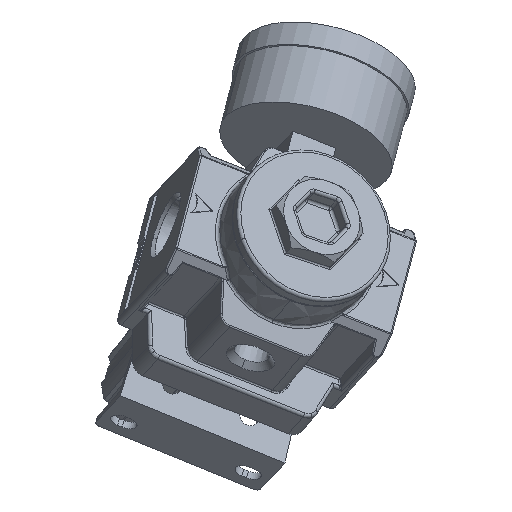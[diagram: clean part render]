
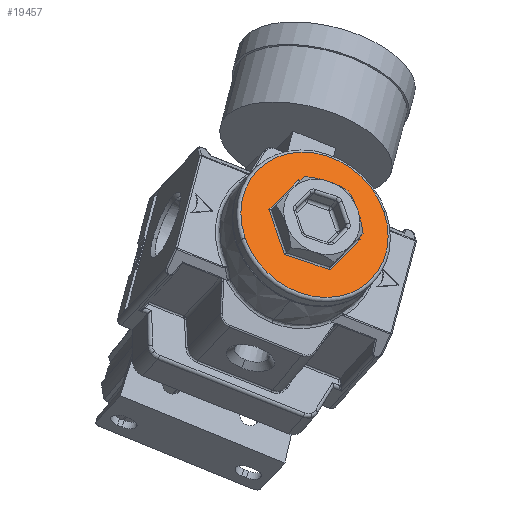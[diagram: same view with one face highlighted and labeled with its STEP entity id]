
A CAD part, front view. The second image highlights one B-rep face of the part: STEP entity #19457.
In plain terms, the highlighted face is planar.
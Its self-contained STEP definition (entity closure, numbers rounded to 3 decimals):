
#1249 = EDGE_CURVE ( 'NONE', #67279, #39646, #54852, .T. ) ;
#1313 = VECTOR ( 'NONE', #67098, 1000. ) ;
#2446 = CARTESIAN_POINT ( 'NONE',  ( 7.212, 0., 12.491 ) ) ;
#4418 = EDGE_LOOP ( 'NONE', ( #34028, #12238, #24565, #65105, #61643, #48496 ) ) ;
#4527 = CARTESIAN_POINT ( 'NONE',  ( 0., 0., 0. ) ) ;
#4801 = AXIS2_PLACEMENT_3D ( 'NONE', #41176, #5292, #47218 ) ;
#5292 = DIRECTION ( 'NONE',  ( 0., -1., 0. ) ) ;
#5459 = CARTESIAN_POINT ( 'NONE',  ( 0., 0., 22.947 ) ) ;
#6353 = EDGE_CURVE ( 'NONE', #39646, #42191, #50256, .T. ) ;
#7207 = AXIS2_PLACEMENT_3D ( 'NONE', #55479, #19569, #61521 ) ;
#11709 = CARTESIAN_POINT ( 'NONE',  ( 0., 0., -22.947 ) ) ;
#12238 = ORIENTED_EDGE ( 'NONE', *, *, #25227, .T. ) ;
#12989 = DIRECTION ( 'NONE',  ( 0.5, 0., 0.866 ) ) ;
#13203 = DIRECTION ( 'NONE',  ( -1., 0., 0. ) ) ;
#14920 = LINE ( 'NONE', #67215, #44889 ) ;
#15641 = CARTESIAN_POINT ( 'NONE',  ( -10.818, 0., -6.246 ) ) ;
#18382 = VECTOR ( 'NONE', #12989, 1000. ) ;
#19457 = ADVANCED_FACE ( 'NONE', ( #33839, #19810 ), #64089, .T. ) ;
#19569 = DIRECTION ( 'NONE',  ( 0., -1., 0. ) ) ;
#19810 = FACE_OUTER_BOUND ( 'NONE', #77392, .T. ) ;
#22616 = CARTESIAN_POINT ( 'NONE',  ( -14.424, 0., 0. ) ) ;
#22645 = DIRECTION ( 'NONE',  ( 0., -1., 0. ) ) ;
#24141 = DIRECTION ( 'NONE',  ( -0.5, 0., -0.866 ) ) ;
#24565 = ORIENTED_EDGE ( 'NONE', *, *, #69155, .T. ) ;
#25227 = EDGE_CURVE ( 'NONE', #51352, #68335, #47256, .T. ) ;
#25574 = DIRECTION ( 'NONE',  ( 1., 0., 0. ) ) ;
#25875 = VECTOR ( 'NONE', #25574, 1000. ) ;
#29757 = LINE ( 'NONE', #35886, #75751 ) ;
#33839 = FACE_BOUND ( 'NONE', #4418, .T. ) ;
#34028 = ORIENTED_EDGE ( 'NONE', *, *, #50113, .T. ) ;
#34149 = ORIENTED_EDGE ( 'NONE', *, *, #59280, .T. ) ;
#35886 = CARTESIAN_POINT ( 'NONE',  ( 10.818, 0., -6.246 ) ) ;
#37180 = VERTEX_POINT ( 'NONE', #48627 ) ;
#38338 = ORIENTED_EDGE ( 'NONE', *, *, #48046, .T. ) ;
#39310 = CIRCLE ( 'NONE', #4801, 22.947 ) ;
#39646 = VERTEX_POINT ( 'NONE', #22616 ) ;
#41176 = CARTESIAN_POINT ( 'NONE',  ( 0., 0., 0. ) ) ;
#42191 = VERTEX_POINT ( 'NONE', #66415 ) ;
#43413 = CARTESIAN_POINT ( 'NONE',  ( 14.424, 0., 0. ) ) ;
#44889 = VECTOR ( 'NONE', #13203, 1000. ) ;
#45416 = VERTEX_POINT ( 'NONE', #5459 ) ;
#47141 = EDGE_CURVE ( 'NONE', #37180, #67279, #14920, .T. ) ;
#47218 = DIRECTION ( 'NONE',  ( 0., 0., -1. ) ) ;
#47256 = LINE ( 'NONE', #49228, #1313 ) ;
#48046 = EDGE_CURVE ( 'NONE', #45416, #60134, #60901, .T. ) ;
#48496 = ORIENTED_EDGE ( 'NONE', *, *, #6353, .T. ) ;
#48627 = CARTESIAN_POINT ( 'NONE',  ( 7.212, 0., -12.491 ) ) ;
#48874 = CARTESIAN_POINT ( 'NONE',  ( -10.818, 0., 6.246 ) ) ;
#49228 = CARTESIAN_POINT ( 'NONE',  ( 10.818, 0., 6.246 ) ) ;
#49685 = CARTESIAN_POINT ( 'NONE',  ( 0., 0., 12.491 ) ) ;
#50113 = EDGE_CURVE ( 'NONE', #42191, #51352, #55937, .T. ) ;
#50237 = AXIS2_PLACEMENT_3D ( 'NONE', #4527, #22645, #64594 ) ;
#50256 = LINE ( 'NONE', #48874, #18382 ) ;
#51352 = VERTEX_POINT ( 'NONE', #2446 ) ;
#54852 = LINE ( 'NONE', #15641, #70806 ) ;
#55479 = CARTESIAN_POINT ( 'NONE',  ( 0., 0., 0. ) ) ;
#55937 = LINE ( 'NONE', #49685, #25875 ) ;
#57589 = DIRECTION ( 'NONE',  ( -0.5, 0., 0.866 ) ) ;
#59280 = EDGE_CURVE ( 'NONE', #60134, #45416, #39310, .T. ) ;
#60134 = VERTEX_POINT ( 'NONE', #11709 ) ;
#60901 = CIRCLE ( 'NONE', #7207, 22.947 ) ;
#61521 = DIRECTION ( 'NONE',  ( 0., 0., -1. ) ) ;
#61643 = ORIENTED_EDGE ( 'NONE', *, *, #1249, .T. ) ;
#63046 = CARTESIAN_POINT ( 'NONE',  ( -7.212, 0., -12.491 ) ) ;
#64089 = PLANE ( 'NONE',  #50237 ) ;
#64594 = DIRECTION ( 'NONE',  ( 0., 0., -1. ) ) ;
#65105 = ORIENTED_EDGE ( 'NONE', *, *, #47141, .T. ) ;
#66415 = CARTESIAN_POINT ( 'NONE',  ( -7.212, 0., 12.491 ) ) ;
#67098 = DIRECTION ( 'NONE',  ( 0.5, 0., -0.866 ) ) ;
#67215 = CARTESIAN_POINT ( 'NONE',  ( 0., 0., -12.491 ) ) ;
#67279 = VERTEX_POINT ( 'NONE', #63046 ) ;
#68335 = VERTEX_POINT ( 'NONE', #43413 ) ;
#69155 = EDGE_CURVE ( 'NONE', #68335, #37180, #29757, .T. ) ;
#70806 = VECTOR ( 'NONE', #57589, 1000. ) ;
#75751 = VECTOR ( 'NONE', #24141, 1000. ) ;
#77392 = EDGE_LOOP ( 'NONE', ( #34149, #38338 ) ) ;
